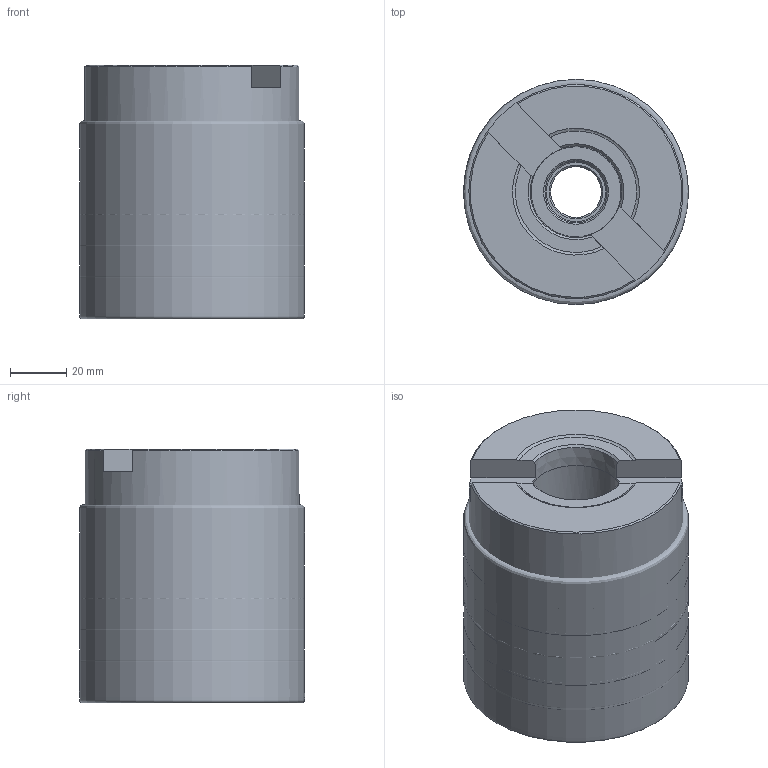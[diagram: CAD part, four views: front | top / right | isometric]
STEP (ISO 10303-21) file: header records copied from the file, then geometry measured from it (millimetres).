
FILE_DESCRIPTION(/* description */ (''),/* implementation_level */ '2;1');
FILE_NAME(/* name */ 'R220.82-0080-068-SNXO16.5A_Basic.stp',/* time_stamp */ '2022-03-22T13:06:27+06:00',/* author */ (''),/* organization */ (''),/* preprocessor_version */ 'ST-DEVELOPER v16.7',/* originating_system */ 'SIEMENS PLM Software NX 12.0',/* authorisation */ '');
FILE_SCHEMA (('AUTOMOTIVE_DESIGN { 1 0 10303 214 3 1 1 1 }'));
Length unit declared in the file: millimetre
Products named in the file (4): CUT; NOCUT; ASSEMBLY_CONSTRUCTION; A2425946_stp_stp
Assembly tree (3 placements, depth 2):
  A2425946_stp_stp
    ASSEMBLY_CONSTRUCTION
    NOCUT
    CUT
Bounding box: 79.8 x 79.85 x 90 mm (x, y, z)
Surface area: 102035.1 mm2
Topology: 7 solids, 7 shells, 46 faces, 124 edges, 127 vertices
Faces by surface type: plane 13, cone 13, revolution 6, torus 6, cylinder 5, sphere 3
Full cylindrical faces by diameter (mm): 18 x1, 22 x1, 32.008 x1, 34 x1, 76 x1
Entity records: 2693 total; most frequent: CARTESIAN_POINT 1142, DIRECTION 272, ORIENTED_EDGE 142, AXIS2_PLACEMENT_3D 125, STYLED_ITEM 104, PRESENTATION_STYLE_ASSIGNMENT 104, EDGE_CURVE 71, EDGE_LOOP 64
